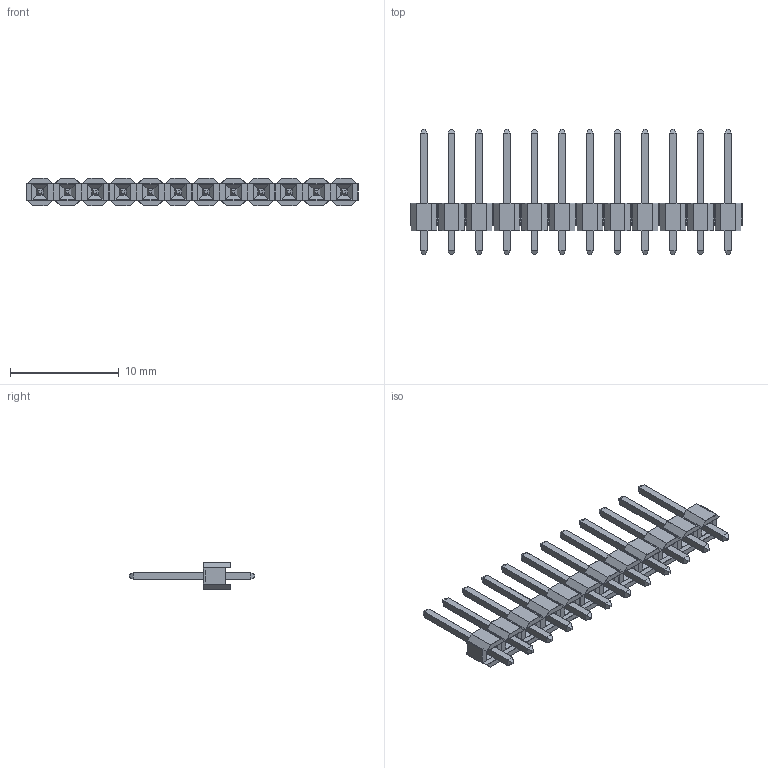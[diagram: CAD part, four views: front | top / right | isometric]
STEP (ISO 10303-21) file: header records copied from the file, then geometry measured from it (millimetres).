
FILE_DESCRIPTION (( 'STEP AP214' ), '1' );
FILE_NAME ('header-2.54-1x12.STEP', '2021-07-10T12:10:47', ( '' ), ( '' ), 'SwSTEP 2.0', 'SolidWorks 2021', '' );
FILE_SCHEMA (( 'AUTOMOTIVE_DESIGN' ));
Length unit declared in the file: millimetre
Products named in the file (3): header-2.54-body_默认; header-2.54-pin_默认; header-2.54-1x12
Assembly tree (24 placements, depth 2):
  header-2.54-1x12
    header-2.54-body_默认  x12
    header-2.54-pin_默认  x12
Bounding box: 30.48 x 11.5 x 2.5 mm (x, y, z)
Volume: 188.1 mm3; surface area: 805.8 mm2
Topology: 24 solids, 24 shells, 1560 faces, 3612 edges, 2064 vertices
Faces by surface type: cylinder 744, plane 576, sphere 192, torus 48
Entity records: 3844 total; most frequent: CARTESIAN_POINT 759, DIRECTION 640, ORIENTED_EDGE 596, EDGE_CURVE 298, AXIS2_PLACEMENT_3D 229, LINE 182, VECTOR 182, VERTEX_POINT 172
